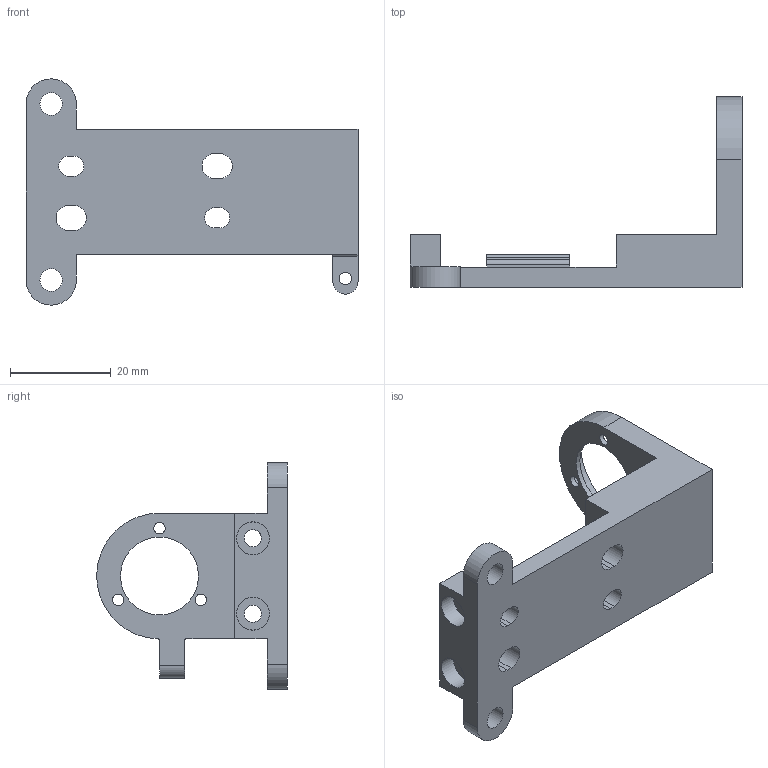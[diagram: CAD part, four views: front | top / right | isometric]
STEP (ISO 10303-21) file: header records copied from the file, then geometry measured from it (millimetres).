
FILE_DESCRIPTION(/* description */ (''),/* implementation_level */ '2;1');
FILE_NAME(/* name */ 'Pce_Socle_Bati_V200421.step',/* time_stamp */ '2020-04-21T22:59:36+02:00',/* author */ (''),/* organization */ (''),/* preprocessor_version */ 'ST-DEVELOPER v18.1',/* originating_system */ 'Autodesk Translation Framework v9.2.0.1227',/* authorisation */ '');
FILE_SCHEMA (('AUTOMOTIVE_DESIGN { 1 0 10303 214 3 1 1 }'));
Length unit declared in the file: millimetre
Products named in the file (1): Pce_Socle_Bati_V200421
Bounding box: 66 x 37.92 x 45 mm (x, y, z)
Volume: 11819.2 mm3; surface area: 8427.5 mm2
Topology: 1 solids, 1 shells, 77 faces, 243 edges, 172 vertices
Faces by surface type: cylinder 37, plane 36, cone 4
Full cylindrical faces by diameter (mm): 2.3 x3, 2.5 x1, 3.4 x4, 4.5 x2, 6.5 x4, 15.5 x1, 23.2 x1
Entity records: 2893 total; most frequent: DIRECTION 515, CARTESIAN_POINT 493, ORIENTED_EDGE 486, EDGE_CURVE 243, AXIS2_PLACEMENT_3D 194, VERTEX_POINT 172, LINE 127, VECTOR 127
